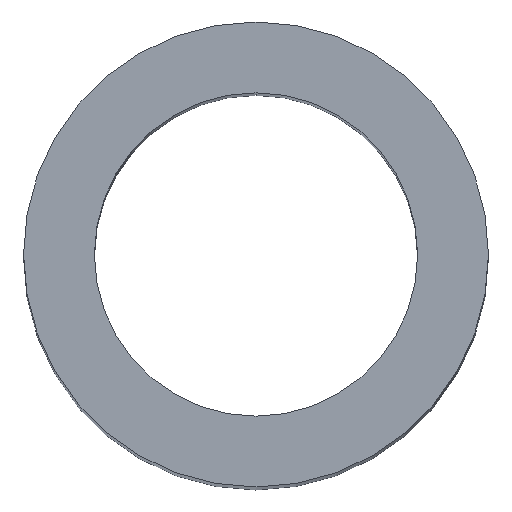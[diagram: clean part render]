
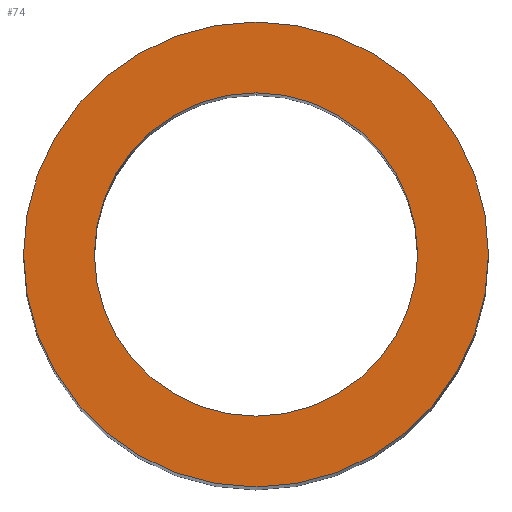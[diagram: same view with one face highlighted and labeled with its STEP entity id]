
A CAD part, top view. The second image highlights one B-rep face of the part: STEP entity #74.
In plain terms, the highlighted planar face has unit normal (0, 0, 1).
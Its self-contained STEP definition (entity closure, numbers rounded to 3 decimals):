
#9 = VERTEX_POINT ( 'NONE', #181 ) ;
#10 = VERTEX_POINT ( 'NONE', #147 ) ;
#12 = EDGE_CURVE ( 'NONE', #10, #9, #145, .T. ) ;
#14 = VERTEX_POINT ( 'NONE', #146 ) ;
#32 = EDGE_CURVE ( 'NONE', #14, #33, #242, .T. ) ;
#33 = VERTEX_POINT ( 'NONE', #250 ) ;
#74 = ADVANCED_FACE ( 'NONE', ( #237, #347 ), #346, .F. ) ;
#75 = ORIENTED_EDGE ( 'NONE', *, *, #87, .T. ) ;
#83 = EDGE_CURVE ( 'NONE', #33, #14, #322, .T. ) ;
#84 = EDGE_LOOP ( 'NONE', ( #85, #96 ) ) ;
#85 = ORIENTED_EDGE ( 'NONE', *, *, #32, .T. ) ;
#87 = EDGE_CURVE ( 'NONE', #9, #10, #312, .T. ) ;
#96 = ORIENTED_EDGE ( 'NONE', *, *, #83, .T. ) ;
#105 = ORIENTED_EDGE ( 'NONE', *, *, #12, .T. ) ;
#118 = EDGE_LOOP ( 'NONE', ( #75, #105 ) ) ;
#141 = DIRECTION ( 'NONE',  ( 0., 1., 0. ) ) ;
#142 = DIRECTION ( 'NONE',  ( 0., 0., -1. ) ) ;
#143 = CARTESIAN_POINT ( 'NONE',  ( 0., 0., 0. ) ) ;
#144 = AXIS2_PLACEMENT_3D ( 'NONE', #143, #142, #141 ) ;
#145 = CIRCLE ( 'NONE', #144, 7.475 ) ;
#146 = CARTESIAN_POINT ( 'NONE',  ( 10.75, 0., 0. ) ) ;
#147 = CARTESIAN_POINT ( 'NONE',  ( 0., -7.475, 0. ) ) ;
#181 = CARTESIAN_POINT ( 'NONE',  ( 0., 7.475, 0. ) ) ;
#231 = AXIS2_PLACEMENT_3D ( 'NONE', #249, #266, #265 ) ;
#237 = FACE_BOUND ( 'NONE', #118, .T. ) ;
#242 = CIRCLE ( 'NONE', #231, 10.75 ) ;
#249 = CARTESIAN_POINT ( 'NONE',  ( 0., 0., 0. ) ) ;
#250 = CARTESIAN_POINT ( 'NONE',  ( -10.75, 0., 0. ) ) ;
#265 = DIRECTION ( 'NONE',  ( 1., 0., 0. ) ) ;
#266 = DIRECTION ( 'NONE',  ( 0., 0., 1. ) ) ;
#308 = DIRECTION ( 'NONE',  ( 0., 1., 0. ) ) ;
#309 = DIRECTION ( 'NONE',  ( 0., 0., -1. ) ) ;
#310 = CARTESIAN_POINT ( 'NONE',  ( 0., 0., 0. ) ) ;
#311 = AXIS2_PLACEMENT_3D ( 'NONE', #310, #309, #308 ) ;
#312 = CIRCLE ( 'NONE', #311, 7.475 ) ;
#318 = DIRECTION ( 'NONE',  ( 1., 0., 0. ) ) ;
#319 = DIRECTION ( 'NONE',  ( 0., 0., 1. ) ) ;
#320 = CARTESIAN_POINT ( 'NONE',  ( 0., 0., 0. ) ) ;
#321 = AXIS2_PLACEMENT_3D ( 'NONE', #320, #319, #318 ) ;
#322 = CIRCLE ( 'NONE', #321, 10.75 ) ;
#341 = DIRECTION ( 'NONE',  ( -1., 0., 0. ) ) ;
#342 = DIRECTION ( 'NONE',  ( 0., 0., -1. ) ) ;
#343 = AXIS2_PLACEMENT_3D ( 'NONE', #345, #342, #341 ) ;
#345 = CARTESIAN_POINT ( 'NONE',  ( 0., 10.75, 0. ) ) ;
#346 = PLANE ( 'NONE',  #343 ) ;
#347 = FACE_OUTER_BOUND ( 'NONE', #84, .T. ) ;
